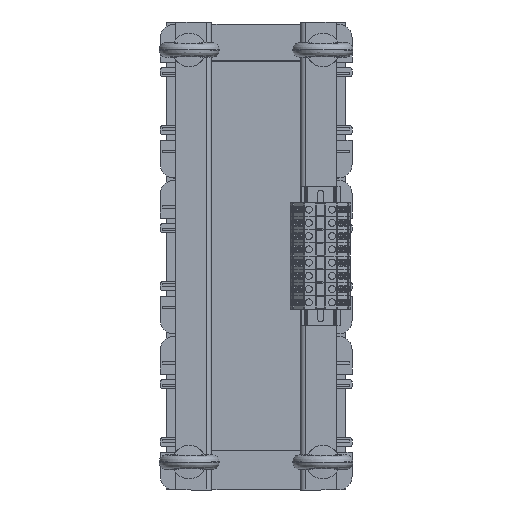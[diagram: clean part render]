
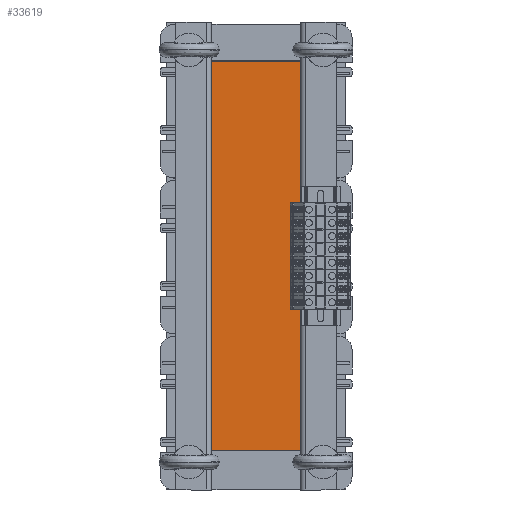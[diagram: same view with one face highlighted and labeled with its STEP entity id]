
A CAD part, left-side view. The second image highlights one B-rep face of the part: STEP entity #33619.
In plain terms, the highlighted planar face has unit normal (-1, 0, 0).
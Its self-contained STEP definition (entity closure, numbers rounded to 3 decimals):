
#4108=FACE_OUTER_BOUND('',#5944,.T.);
#5944=EDGE_LOOP('',(#22795,#22796,#22797,#22798));
#7899=LINE('',#48797,#11306);
#7907=LINE('',#48812,#11314);
#7908=LINE('',#48814,#11315);
#7909=LINE('',#48815,#11316);
#11306=VECTOR('',#39064,10.);
#11314=VECTOR('',#39076,10.);
#11315=VECTOR('',#39079,10.);
#11316=VECTOR('',#39080,10.);
#14711=VERTEX_POINT('',#48794);
#14712=VERTEX_POINT('',#48796);
#14716=VERTEX_POINT('',#48808);
#14717=VERTEX_POINT('',#48810);
#17863=EDGE_CURVE('',#14711,#14712,#7899,.T.);
#17871=EDGE_CURVE('',#14716,#14717,#7907,.T.);
#17872=EDGE_CURVE('',#14711,#14716,#7908,.T.);
#17873=EDGE_CURVE('',#14712,#14717,#7909,.T.);
#22795=ORIENTED_EDGE('',*,*,#17872,.T.);
#22796=ORIENTED_EDGE('',*,*,#17871,.T.);
#22797=ORIENTED_EDGE('',*,*,#17873,.F.);
#22798=ORIENTED_EDGE('',*,*,#17863,.F.);
#32552=PLANE('',#35844);
#33619=ADVANCED_FACE('',(#4108),#32552,.T.);
#35844=AXIS2_PLACEMENT_3D('',#48813,#39077,#39078);
#39064=DIRECTION('',(0.,1.,0.));
#39076=DIRECTION('',(0.,1.,0.));
#39077=DIRECTION('center_axis',(-1.,0.,0.));
#39078=DIRECTION('ref_axis',(0.,0.,1.));
#39079=DIRECTION('',(0.,0.,1.));
#39080=DIRECTION('',(0.,0.,1.));
#48794=CARTESIAN_POINT('',(-350.,0.,0.));
#48796=CARTESIAN_POINT('',(-350.,80.,0.));
#48797=CARTESIAN_POINT('',(-350.,0.,0.));
#48808=CARTESIAN_POINT('',(-350.,0.,350.));
#48810=CARTESIAN_POINT('',(-350.,80.,350.));
#48812=CARTESIAN_POINT('',(-350.,0.,350.));
#48813=CARTESIAN_POINT('Origin',(-350.,0.,0.));
#48814=CARTESIAN_POINT('',(-350.,0.,0.));
#48815=CARTESIAN_POINT('',(-350.,80.,0.));
